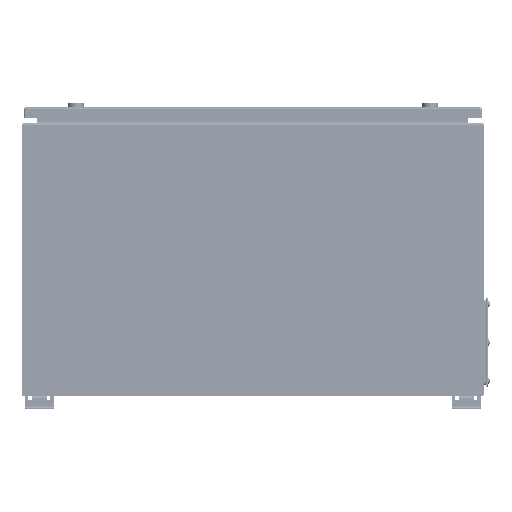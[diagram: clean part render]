
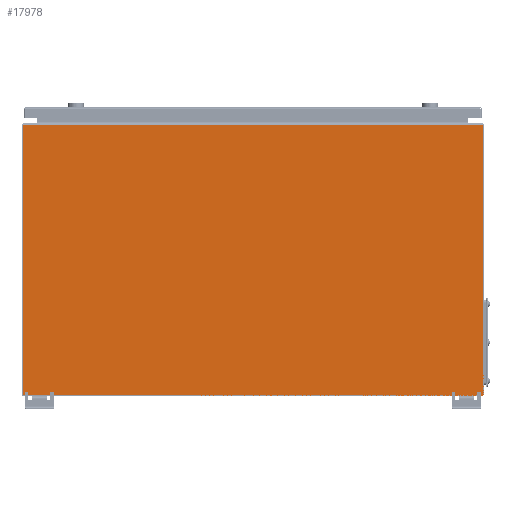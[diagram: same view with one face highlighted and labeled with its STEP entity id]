
A CAD part, left-side view. The second image highlights one B-rep face of the part: STEP entity #17978.
In plain terms, the highlighted planar face has unit normal (-1, 0, 0).
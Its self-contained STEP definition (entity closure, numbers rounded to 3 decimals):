
#549 = VECTOR ( 'NONE', #6535, 1000. ) ;
#572 = CARTESIAN_POINT ( 'NONE',  ( -1.5, 0., 0. ) ) ;
#4561 = CARTESIAN_POINT ( 'NONE',  ( -1.5, 397., -236.5 ) ) ;
#5995 = CIRCLE ( 'NONE', #59321, 3. ) ;
#6535 = DIRECTION ( 'NONE',  ( 0., 0., 1. ) ) ;
#6562 = VERTEX_POINT ( 'NONE', #12450 ) ;
#7606 = DIRECTION ( 'NONE',  ( 0., 1., 0. ) ) ;
#7835 = DIRECTION ( 'NONE',  ( 0., 0., -1. ) ) ;
#8558 = CARTESIAN_POINT ( 'NONE',  ( -1.5, -400., -236.5 ) ) ;
#8795 = DIRECTION ( 'NONE',  ( -1., 0., 0. ) ) ;
#9019 = LINE ( 'NONE', #8558, #49934 ) ;
#10383 = ORIENTED_EDGE ( 'NONE', *, *, #82007, .F. ) ;
#11705 = AXIS2_PLACEMENT_3D ( 'NONE', #572, #27541, #33139 ) ;
#11819 = CARTESIAN_POINT ( 'NONE',  ( -1.5, 397., -233.5 ) ) ;
#12450 = CARTESIAN_POINT ( 'NONE',  ( -1.5, 400., 233.5 ) ) ;
#12609 = FACE_OUTER_BOUND ( 'NONE', #82011, .T. ) ;
#14333 = CARTESIAN_POINT ( 'NONE',  ( -1.5, -400., -233.5 ) ) ;
#17112 = VERTEX_POINT ( 'NONE', #64755 ) ;
#17978 = ADVANCED_FACE ( 'NONE', ( #12609 ), #65712, .T. ) ;
#20359 = ORIENTED_EDGE ( 'NONE', *, *, #22441, .F. ) ;
#20393 = LINE ( 'NONE', #33717, #54544 ) ;
#22433 = VECTOR ( 'NONE', #7835, 1000. ) ;
#22441 = EDGE_CURVE ( 'NONE', #17112, #51396, #9019, .T. ) ;
#27541 = DIRECTION ( 'NONE',  ( -1., 0., 0. ) ) ;
#27602 = CARTESIAN_POINT ( 'NONE',  ( -1.5, -397., -233.5 ) ) ;
#33139 = DIRECTION ( 'NONE',  ( 0., 0., 1. ) ) ;
#33717 = CARTESIAN_POINT ( 'NONE',  ( -1.5, -400., 233.5 ) ) ;
#35492 = ORIENTED_EDGE ( 'NONE', *, *, #54488, .T. ) ;
#36566 = CARTESIAN_POINT ( 'NONE',  ( -1.5, 400., -233.5 ) ) ;
#36939 = ORIENTED_EDGE ( 'NONE', *, *, #44084, .F. ) ;
#44084 = EDGE_CURVE ( 'NONE', #70625, #60762, #46788, .T. ) ;
#46788 = LINE ( 'NONE', #60082, #22433 ) ;
#49934 = VECTOR ( 'NONE', #73670, 1000. ) ;
#50774 = EDGE_CURVE ( 'NONE', #70625, #6562, #20393, .T. ) ;
#51396 = VERTEX_POINT ( 'NONE', #4561 ) ;
#52559 = ORIENTED_EDGE ( 'NONE', *, *, #50774, .T. ) ;
#53721 = DIRECTION ( 'NONE',  ( 0., 0., 1. ) ) ;
#54488 = EDGE_CURVE ( 'NONE', #71521, #51396, #5995, .T. ) ;
#54544 = VECTOR ( 'NONE', #7606, 1000. ) ;
#58420 = AXIS2_PLACEMENT_3D ( 'NONE', #27602, #8795, #53721 ) ;
#58711 = EDGE_CURVE ( 'NONE', #17112, #60762, #72063, .T. ) ;
#58896 = DIRECTION ( 'NONE',  ( 0., 0., 1. ) ) ;
#59321 = AXIS2_PLACEMENT_3D ( 'NONE', #11819, #84159, #58896 ) ;
#60082 = CARTESIAN_POINT ( 'NONE',  ( -1.5, -400., 236.5 ) ) ;
#60762 = VERTEX_POINT ( 'NONE', #14333 ) ;
#64755 = CARTESIAN_POINT ( 'NONE',  ( -1.5, -397., -236.5 ) ) ;
#65712 = PLANE ( 'NONE',  #11705 ) ;
#69935 = ORIENTED_EDGE ( 'NONE', *, *, #58711, .T. ) ;
#70625 = VERTEX_POINT ( 'NONE', #75554 ) ;
#71521 = VERTEX_POINT ( 'NONE', #36566 ) ;
#72063 = CIRCLE ( 'NONE', #58420, 3. ) ;
#73670 = DIRECTION ( 'NONE',  ( 0., 1., 0. ) ) ;
#75554 = CARTESIAN_POINT ( 'NONE',  ( -1.5, -400., 233.5 ) ) ;
#78100 = LINE ( 'NONE', #78513, #549 ) ;
#78513 = CARTESIAN_POINT ( 'NONE',  ( -1.5, 400., 236.5 ) ) ;
#82007 = EDGE_CURVE ( 'NONE', #71521, #6562, #78100, .T. ) ;
#82011 = EDGE_LOOP ( 'NONE', ( #20359, #69935, #36939, #52559, #10383, #35492 ) ) ;
#84159 = DIRECTION ( 'NONE',  ( -1., 0., 0. ) ) ;
